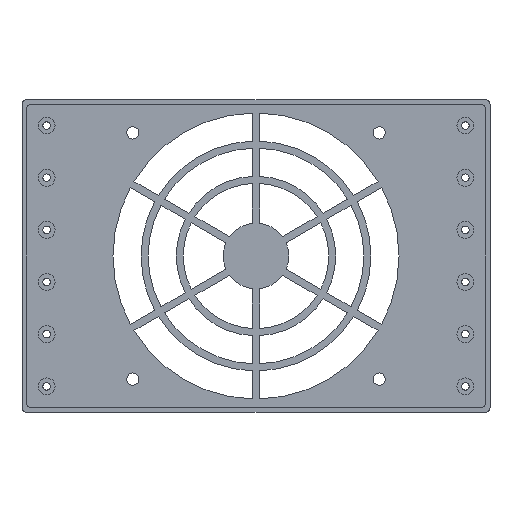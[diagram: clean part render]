
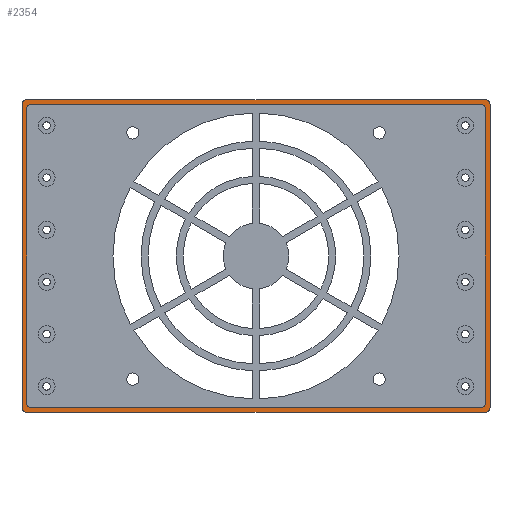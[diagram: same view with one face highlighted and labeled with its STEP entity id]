
A CAD part, front view. The second image highlights one B-rep face of the part: STEP entity #2354.
In plain terms, the highlighted planar face has unit normal (0, -1, 0).
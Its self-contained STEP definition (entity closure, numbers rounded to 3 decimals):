
#2193=CARTESIAN_POINT('',(-732.,-80.,325.355));
#2194=VERTEX_POINT('',#2193);
#2201=CARTESIAN_POINT('',(-732.,-80.,450.805));
#2202=VERTEX_POINT('',#2201);
#2203=CARTESIAN_POINT('',(-732.,-80.,450.805));
#2204=DIRECTION('',(0.,0.,-1.));
#2205=VECTOR('',#2204,125.45);
#2206=LINE('',#2203,#2205);
#2207=EDGE_CURVE('',#2202,#2194,#2206,.T.);
#2218=CARTESIAN_POINT('',(-810.,-80.,380.25));
#2219=DIRECTION('',(0.,-1.,0.));
#2220=DIRECTION('',(0.,0.,-1.));
#2221=AXIS2_PLACEMENT_3D('',#2218,#2219,#2220);
#2222=PLANE('',#2221);
#2223=CARTESIAN_POINT('',(-734.,-80.,452.805));
#2224=VERTEX_POINT('',#2223);
#2225=CARTESIAN_POINT('',(-734.,-80.,450.805));
#2226=DIRECTION('',(-0.,1.,-0.));
#2227=DIRECTION('',(1.,0.,0.));
#2228=AXIS2_PLACEMENT_3D('',#2225,#2226,#2227);
#2229=CIRCLE('',#2228,2.);
#2230=EDGE_CURVE('',#2224,#2202,#2229,.T.);
#2231=ORIENTED_EDGE('',*,*,#2230,.T.);
#2232=ORIENTED_EDGE('',*,*,#2207,.T.);
#2233=CARTESIAN_POINT('',(-734.,-80.,323.355));
#2234=VERTEX_POINT('',#2233);
#2235=CARTESIAN_POINT('',(-734.,-80.,325.355));
#2236=DIRECTION('',(-0.,1.,-0.));
#2237=DIRECTION('',(1.,0.,0.));
#2238=AXIS2_PLACEMENT_3D('',#2235,#2236,#2237);
#2239=CIRCLE('',#2238,2.);
#2240=EDGE_CURVE('',#2194,#2234,#2239,.T.);
#2241=ORIENTED_EDGE('',*,*,#2240,.T.);
#2242=CARTESIAN_POINT('',(-925.6,-80.,323.355));
#2243=VERTEX_POINT('',#2242);
#2244=CARTESIAN_POINT('',(-925.6,-80.,323.355));
#2245=DIRECTION('',(1.,0.,0.));
#2246=VECTOR('',#2245,191.6);
#2247=LINE('',#2244,#2246);
#2248=EDGE_CURVE('',#2243,#2234,#2247,.T.);
#2249=ORIENTED_EDGE('',*,*,#2248,.F.);
#2250=CARTESIAN_POINT('',(-927.6,-80.,325.355));
#2251=VERTEX_POINT('',#2250);
#2252=CARTESIAN_POINT('',(-925.6,-80.,325.355));
#2253=DIRECTION('',(0.,-1.,0.));
#2254=DIRECTION('',(1.,0.,0.));
#2255=AXIS2_PLACEMENT_3D('',#2252,#2253,#2254);
#2256=CIRCLE('',#2255,2.);
#2257=EDGE_CURVE('',#2251,#2243,#2256,.T.);
#2258=ORIENTED_EDGE('',*,*,#2257,.F.);
#2259=CARTESIAN_POINT('',(-927.6,-80.,450.805));
#2260=VERTEX_POINT('',#2259);
#2261=CARTESIAN_POINT('',(-927.6,-80.,450.805));
#2262=DIRECTION('',(0.,0.,-1.));
#2263=VECTOR('',#2262,125.45);
#2264=LINE('',#2261,#2263);
#2265=EDGE_CURVE('',#2260,#2251,#2264,.T.);
#2266=ORIENTED_EDGE('',*,*,#2265,.F.);
#2267=CARTESIAN_POINT('',(-925.6,-80.,452.805));
#2268=VERTEX_POINT('',#2267);
#2269=CARTESIAN_POINT('',(-925.6,-80.,450.805));
#2270=DIRECTION('',(0.,-1.,0.));
#2271=DIRECTION('',(1.,0.,0.));
#2272=AXIS2_PLACEMENT_3D('',#2269,#2270,#2271);
#2273=CIRCLE('',#2272,2.);
#2274=EDGE_CURVE('',#2268,#2260,#2273,.T.);
#2275=ORIENTED_EDGE('',*,*,#2274,.F.);
#2276=CARTESIAN_POINT('',(-734.,-80.,452.805));
#2277=DIRECTION('',(-1.,-0.,0.));
#2278=VECTOR('',#2277,191.6);
#2279=LINE('',#2276,#2278);
#2280=EDGE_CURVE('',#2224,#2268,#2279,.T.);
#2281=ORIENTED_EDGE('',*,*,#2280,.F.);
#2282=EDGE_LOOP('',(#2231,#2232,#2241,#2249,#2258,#2266,#2275,#2281));
#2283=FACE_BOUND('',#2282,.T.);
#2284=CARTESIAN_POINT('',(-730.,-80.,452.805));
#2285=VERTEX_POINT('',#2284);
#2286=CARTESIAN_POINT('',(-730.,-80.,323.355));
#2287=VERTEX_POINT('',#2286);
#2288=CARTESIAN_POINT('',(-730.,-80.,452.805));
#2289=DIRECTION('',(0.,0.,-1.));
#2290=VECTOR('',#2289,129.45);
#2291=LINE('',#2288,#2290);
#2292=EDGE_CURVE('',#2285,#2287,#2291,.T.);
#2293=ORIENTED_EDGE('',*,*,#2292,.F.);
#2294=CARTESIAN_POINT('',(-732.,-80.,454.805));
#2295=VERTEX_POINT('',#2294);
#2296=CARTESIAN_POINT('',(-732.,-80.,452.805));
#2297=DIRECTION('',(0.,-1.,0.));
#2298=DIRECTION('',(1.,0.,0.));
#2299=AXIS2_PLACEMENT_3D('',#2296,#2297,#2298);
#2300=CIRCLE('',#2299,2.);
#2301=EDGE_CURVE('',#2285,#2295,#2300,.T.);
#2302=ORIENTED_EDGE('',*,*,#2301,.T.);
#2303=CARTESIAN_POINT('',(-927.6,-80.,454.805));
#2304=VERTEX_POINT('',#2303);
#2305=CARTESIAN_POINT('',(-732.,-80.,454.805));
#2306=DIRECTION('',(-1.,-0.,0.));
#2307=VECTOR('',#2306,195.6);
#2308=LINE('',#2305,#2307);
#2309=EDGE_CURVE('',#2295,#2304,#2308,.T.);
#2310=ORIENTED_EDGE('',*,*,#2309,.T.);
#2311=CARTESIAN_POINT('',(-929.6,-80.,452.805));
#2312=VERTEX_POINT('',#2311);
#2313=CARTESIAN_POINT('',(-927.6,-80.,452.805));
#2314=DIRECTION('',(-0.,1.,-0.));
#2315=DIRECTION('',(1.,0.,0.));
#2316=AXIS2_PLACEMENT_3D('',#2313,#2314,#2315);
#2317=CIRCLE('',#2316,2.);
#2318=EDGE_CURVE('',#2312,#2304,#2317,.T.);
#2319=ORIENTED_EDGE('',*,*,#2318,.F.);
#2320=CARTESIAN_POINT('',(-929.6,-80.,323.355));
#2321=VERTEX_POINT('',#2320);
#2322=CARTESIAN_POINT('',(-929.6,-80.,452.805));
#2323=DIRECTION('',(0.,0.,-1.));
#2324=VECTOR('',#2323,129.45);
#2325=LINE('',#2322,#2324);
#2326=EDGE_CURVE('',#2312,#2321,#2325,.T.);
#2327=ORIENTED_EDGE('',*,*,#2326,.T.);
#2328=CARTESIAN_POINT('',(-927.6,-80.,321.355));
#2329=VERTEX_POINT('',#2328);
#2330=CARTESIAN_POINT('',(-927.6,-80.,323.355));
#2331=DIRECTION('',(-0.,1.,-0.));
#2332=DIRECTION('',(1.,0.,0.));
#2333=AXIS2_PLACEMENT_3D('',#2330,#2331,#2332);
#2334=CIRCLE('',#2333,2.);
#2335=EDGE_CURVE('',#2329,#2321,#2334,.T.);
#2336=ORIENTED_EDGE('',*,*,#2335,.F.);
#2337=CARTESIAN_POINT('',(-732.,-80.,321.355));
#2338=VERTEX_POINT('',#2337);
#2339=CARTESIAN_POINT('',(-732.,-80.,321.355));
#2340=DIRECTION('',(-1.,-0.,0.));
#2341=VECTOR('',#2340,195.6);
#2342=LINE('',#2339,#2341);
#2343=EDGE_CURVE('',#2338,#2329,#2342,.T.);
#2344=ORIENTED_EDGE('',*,*,#2343,.F.);
#2345=CARTESIAN_POINT('',(-732.,-80.,323.355));
#2346=DIRECTION('',(0.,-1.,0.));
#2347=DIRECTION('',(1.,0.,0.));
#2348=AXIS2_PLACEMENT_3D('',#2345,#2346,#2347);
#2349=CIRCLE('',#2348,2.);
#2350=EDGE_CURVE('',#2338,#2287,#2349,.T.);
#2351=ORIENTED_EDGE('',*,*,#2350,.T.);
#2352=EDGE_LOOP('',(#2293,#2302,#2310,#2319,#2327,#2336,#2344,#2351));
#2353=FACE_BOUND('',#2352,.T.);
#2354=ADVANCED_FACE('',(#2283,#2353),#2222,.T.);
